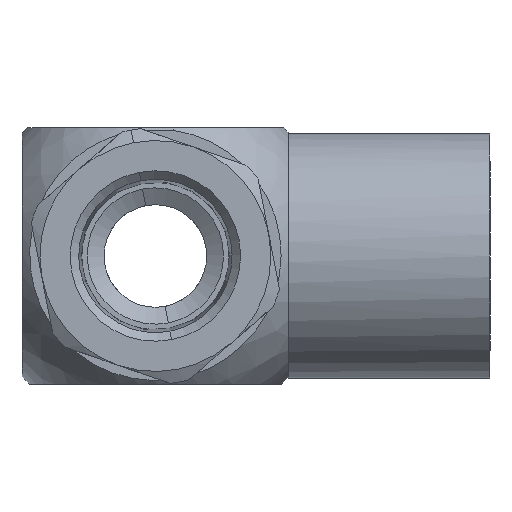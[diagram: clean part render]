
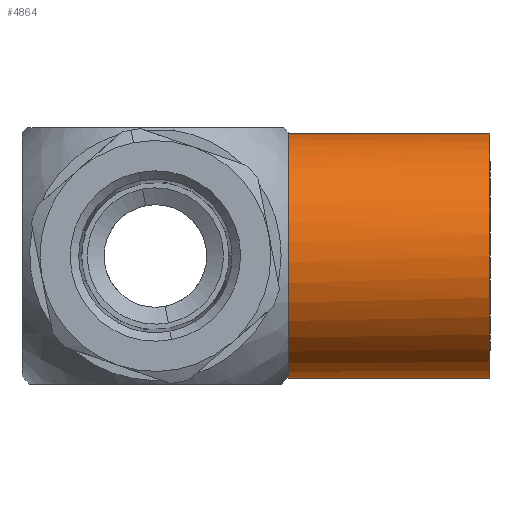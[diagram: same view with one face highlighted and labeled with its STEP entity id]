
A CAD part, front view. The second image highlights one B-rep face of the part: STEP entity #4864.
In plain terms, the highlighted cylindrical face has radius 7.582 mm (diameter 15.164 mm), a partial arc.
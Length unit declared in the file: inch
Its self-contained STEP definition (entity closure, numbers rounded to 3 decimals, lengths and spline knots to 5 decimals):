
#18 = AXIS2_PLACEMENT_3D ( 'NONE', #2163, #4345, #4803 ) ;
#118 = ORIENTED_EDGE ( 'NONE', *, *, #5284, .T. ) ;
#397 = CARTESIAN_POINT ( 'NONE',  ( -0.12911, -0.3125, -0.3125 ) ) ;
#553 = CARTESIAN_POINT ( 'NONE',  ( 1.14, -0.3125, -0.611 ) ) ;
#570 = CARTESIAN_POINT ( 'NONE',  ( 1.14, -0.3125, -0.014 ) ) ;
#739 = CARTESIAN_POINT ( 'NONE',  ( 0.648, -0.3125, -0.611 ) ) ;
#768 = DIRECTION ( 'NONE',  ( 0., 0., 1. ) ) ;
#885 = ORIENTED_EDGE ( 'NONE', *, *, #3533, .F. ) ;
#988 = VERTEX_POINT ( 'NONE', #3046 ) ;
#1082 = EDGE_CURVE ( 'NONE', #3018, #988, #2459, .T. ) ;
#1085 = DIRECTION ( 'NONE',  ( 0., 0., 1. ) ) ;
#1252 = VECTOR ( 'NONE', #4819, 39.37008 ) ;
#1270 = EDGE_CURVE ( 'NONE', #4445, #3018, #1427, .T. ) ;
#1403 = CARTESIAN_POINT ( 'NONE',  ( -0.12911, -0.3125, -0.611 ) ) ;
#1427 = LINE ( 'NONE', #1403, #2250 ) ;
#1822 = CYLINDRICAL_SURFACE ( 'NONE', #5448, 0.2985 ) ;
#1977 = DIRECTION ( 'NONE',  ( 0., 0., 1. ) ) ;
#2163 = CARTESIAN_POINT ( 'NONE',  ( 0.648, -0.3125, -0.3125 ) ) ;
#2250 = VECTOR ( 'NONE', #2637, 39.37008 ) ;
#2459 = CIRCLE ( 'NONE', #18, 0.2985 ) ;
#2559 = FACE_OUTER_BOUND ( 'NONE', #3850, .T. ) ;
#2637 = DIRECTION ( 'NONE',  ( -1., 0., 0. ) ) ;
#3018 = VERTEX_POINT ( 'NONE', #739 ) ;
#3046 = CARTESIAN_POINT ( 'NONE',  ( 0.648, -0.52199, -0.09986 ) ) ;
#3227 = DIRECTION ( 'NONE',  ( -1., 0., 0. ) ) ;
#3274 = EDGE_CURVE ( 'NONE', #4361, #3916, #5596, .T. ) ;
#3485 = AXIS2_PLACEMENT_3D ( 'NONE', #4127, #3227, #1977 ) ;
#3533 = EDGE_CURVE ( 'NONE', #988, #3916, #5097, .T. ) ;
#3657 = ORIENTED_EDGE ( 'NONE', *, *, #3274, .T. ) ;
#3850 = EDGE_LOOP ( 'NONE', ( #5359, #118, #3657, #885, #5050 ) ) ;
#3916 = VERTEX_POINT ( 'NONE', #4763 ) ;
#4127 = CARTESIAN_POINT ( 'NONE',  ( 0.648, -0.3125, -0.3125 ) ) ;
#4204 = DIRECTION ( 'NONE',  ( -1., 0., 0. ) ) ;
#4213 = DIRECTION ( 'NONE',  ( -1., 0., 0. ) ) ;
#4345 = DIRECTION ( 'NONE',  ( -1., 0., 0. ) ) ;
#4361 = VERTEX_POINT ( 'NONE', #570 ) ;
#4445 = VERTEX_POINT ( 'NONE', #553 ) ;
#4763 = CARTESIAN_POINT ( 'NONE',  ( 0.648, -0.3125, -0.014 ) ) ;
#4803 = DIRECTION ( 'NONE',  ( 0., 0., 1. ) ) ;
#4819 = DIRECTION ( 'NONE',  ( -1., 0., 0. ) ) ;
#4838 = CARTESIAN_POINT ( 'NONE',  ( -0.12911, -0.3125, -0.014 ) ) ;
#4864 = ADVANCED_FACE ( 'NONE', ( #2559 ), #1822, .T. ) ;
#5050 = ORIENTED_EDGE ( 'NONE', *, *, #1082, .F. ) ;
#5097 = CIRCLE ( 'NONE', #3485, 0.2985 ) ;
#5284 = EDGE_CURVE ( 'NONE', #4445, #4361, #5573, .T. ) ;
#5359 = ORIENTED_EDGE ( 'NONE', *, *, #1270, .F. ) ;
#5448 = AXIS2_PLACEMENT_3D ( 'NONE', #397, #4213, #768 ) ;
#5496 = CARTESIAN_POINT ( 'NONE',  ( 1.14, -0.3125, -0.3125 ) ) ;
#5525 = AXIS2_PLACEMENT_3D ( 'NONE', #5496, #4204, #1085 ) ;
#5573 = CIRCLE ( 'NONE', #5525, 0.2985 ) ;
#5596 = LINE ( 'NONE', #4838, #1252 ) ;
